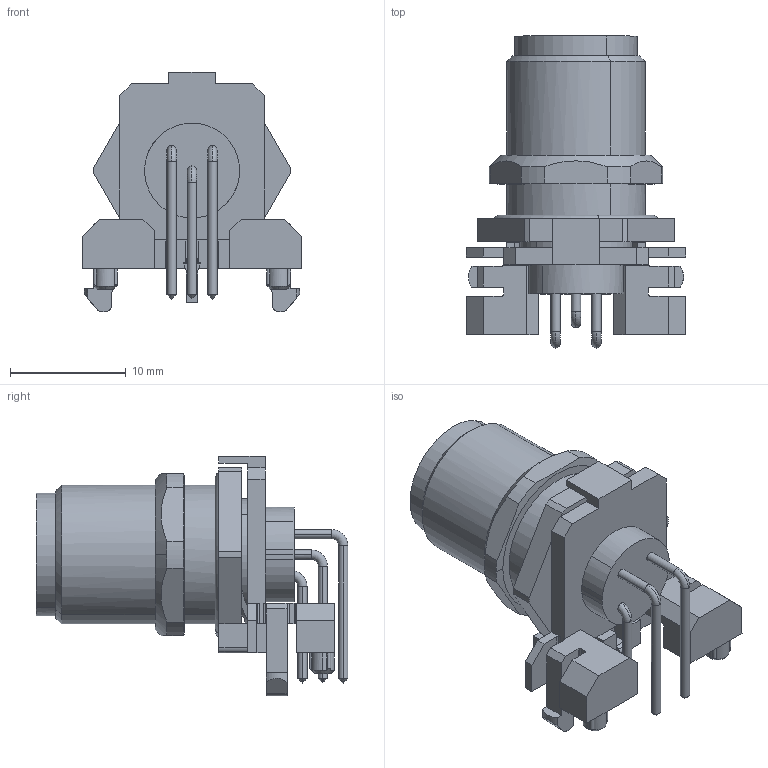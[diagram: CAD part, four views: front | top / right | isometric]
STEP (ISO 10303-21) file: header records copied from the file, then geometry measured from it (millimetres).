
FILE_DESCRIPTION(('CATIA V5 STEP Exchange','CAx-IF Rec.Pracs.--- Model Styling and Organization---1.4--- 2014-01-23'),'2;1');
FILE_NAME ('D1461915_2', '2021-01-03T13:10:16+00:00', ('none'), ('Weidmueller'), 'CATIA Version 5-6 Release 2016 SP3 HF44', 'CATIA V5 STEP AP214', 'none');
FILE_SCHEMA(('AUTOMOTIVE_DESIGN { 1 0 10303 214 1 1 1 1 }'));
Length unit declared in the file: millimetre
Products named in the file (1): 2423750000
Bounding box: 19 x 26.96 x 20.7 mm (x, y, z)
Volume: 2487.8 mm3; surface area: 4320.5 mm2
Topology: 14 solids, 22 shells, 525 faces, 1452 edges, 967 vertices
Faces by surface type: plane 217, cylinder 163, bspline 61, cone 46, torus 38
Entity records: 17711 total; most frequent: CARTESIAN_POINT 5418, ORIENTED_EDGE 2884, DIRECTION 1915, EDGE_CURVE 1442, VERTEX_POINT 967, AXIS2_PLACEMENT_3D 794, VECTOR 685, LINE 685
